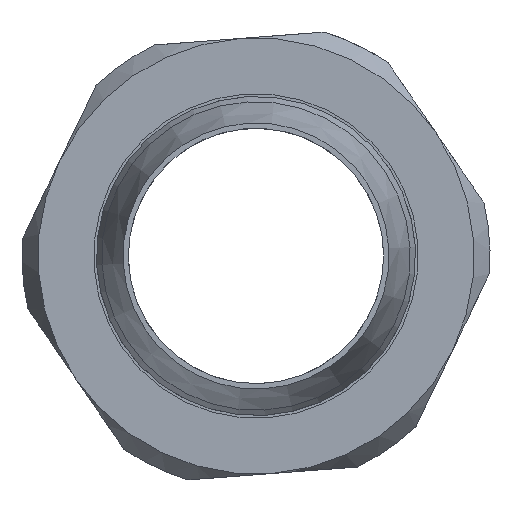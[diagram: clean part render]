
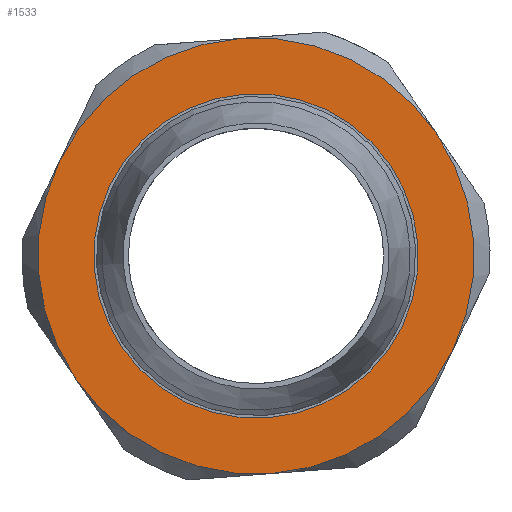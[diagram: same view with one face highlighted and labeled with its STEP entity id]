
A CAD part, left-side view. The second image highlights one B-rep face of the part: STEP entity #1533.
In plain terms, the highlighted planar face has unit normal (-1, 0, 0).
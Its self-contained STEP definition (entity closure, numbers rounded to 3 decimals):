
#50=FACE_BOUND('',#269,.T.);
#75=PLANE('',#1753);
#171=FACE_OUTER_BOUND('',#268,.T.);
#268=EDGE_LOOP('',(#1265,#1266,#1267,#1268,#1269,#1270));
#269=EDGE_LOOP('',(#1271,#1272));
#501=CIRCLE('',#1728,20.5);
#502=CIRCLE('',#1731,20.5);
#505=CIRCLE('',#1736,20.5);
#506=CIRCLE('',#1738,20.5);
#507=CIRCLE('',#1740,20.5);
#508=CIRCLE('',#1742,20.5);
#511=CIRCLE('',#1748,15.25);
#512=CIRCLE('',#1749,15.25);
#660=VERTEX_POINT('',#2629);
#661=VERTEX_POINT('',#2640);
#662=VERTEX_POINT('',#2651);
#663=VERTEX_POINT('',#2655);
#664=VERTEX_POINT('',#2671);
#667=VERTEX_POINT('',#2692);
#670=VERTEX_POINT('',#2717);
#671=VERTEX_POINT('',#2718);
#853=EDGE_CURVE('',#663,#662,#501,.T.);
#858=EDGE_CURVE('',#664,#663,#502,.T.);
#867=EDGE_CURVE('',#662,#667,#505,.T.);
#869=EDGE_CURVE('',#660,#664,#506,.T.);
#870=EDGE_CURVE('',#661,#660,#507,.T.);
#871=EDGE_CURVE('',#667,#661,#508,.T.);
#876=EDGE_CURVE('',#670,#671,#511,.T.);
#877=EDGE_CURVE('',#671,#670,#512,.T.);
#1265=ORIENTED_EDGE('',*,*,#871,.T.);
#1266=ORIENTED_EDGE('',*,*,#870,.T.);
#1267=ORIENTED_EDGE('',*,*,#869,.T.);
#1268=ORIENTED_EDGE('',*,*,#858,.T.);
#1269=ORIENTED_EDGE('',*,*,#853,.T.);
#1270=ORIENTED_EDGE('',*,*,#867,.T.);
#1271=ORIENTED_EDGE('',*,*,#876,.T.);
#1272=ORIENTED_EDGE('',*,*,#877,.T.);
#1533=ADVANCED_FACE('',(#171,#50),#75,.F.);
#1728=AXIS2_PLACEMENT_3D('',#2656,#2160,#2161);
#1731=AXIS2_PLACEMENT_3D('',#2672,#2166,#2167);
#1736=AXIS2_PLACEMENT_3D('',#2696,#2177,#2178);
#1738=AXIS2_PLACEMENT_3D('',#2701,#2181,#2182);
#1740=AXIS2_PLACEMENT_3D('',#2703,#2185,#2186);
#1742=AXIS2_PLACEMENT_3D('',#2705,#2189,#2190);
#1748=AXIS2_PLACEMENT_3D('',#2719,#2202,#2203);
#1749=AXIS2_PLACEMENT_3D('',#2720,#2204,#2205);
#1753=AXIS2_PLACEMENT_3D('',#2726,#2213,#2214);
#2160=DIRECTION('center_axis',(-1.,0.,0.));
#2161=DIRECTION('ref_axis',(0.,0.433,-0.901));
#2166=DIRECTION('center_axis',(-1.,0.,0.));
#2167=DIRECTION('ref_axis',(0.,0.433,-0.901));
#2177=DIRECTION('center_axis',(-1.,0.,0.));
#2178=DIRECTION('ref_axis',(0.,0.433,-0.901));
#2181=DIRECTION('center_axis',(-1.,0.,0.));
#2182=DIRECTION('ref_axis',(0.,0.433,-0.901));
#2185=DIRECTION('center_axis',(-1.,0.,0.));
#2186=DIRECTION('ref_axis',(0.,0.433,-0.901));
#2189=DIRECTION('center_axis',(-1.,0.,0.));
#2190=DIRECTION('ref_axis',(0.,0.433,-0.901));
#2202=DIRECTION('center_axis',(1.,0.,0.));
#2203=DIRECTION('ref_axis',(0.,0.433,-0.901));
#2204=DIRECTION('center_axis',(1.,0.,0.));
#2205=DIRECTION('ref_axis',(0.,0.433,-0.901));
#2213=DIRECTION('center_axis',(1.,0.,0.));
#2214=DIRECTION('ref_axis',(0.,-0.901,-0.433));
#2629=CARTESIAN_POINT('',(-9.5,-18.479,-8.876));
#2640=CARTESIAN_POINT('',(-9.5,-1.553,-20.441));
#2651=CARTESIAN_POINT('',(-9.5,18.479,8.876));
#2655=CARTESIAN_POINT('',(-9.5,1.553,20.441));
#2656=CARTESIAN_POINT('Origin',(-9.5,0.,
0.));
#2671=CARTESIAN_POINT('',(-9.5,-16.926,11.566));
#2672=CARTESIAN_POINT('Origin',(-9.5,0.,
0.));
#2692=CARTESIAN_POINT('',(-9.5,16.926,-11.566));
#2696=CARTESIAN_POINT('Origin',(-9.5,0.,
0.));
#2701=CARTESIAN_POINT('Origin',(-9.5,0.,
0.));
#2703=CARTESIAN_POINT('Origin',(-9.5,0.,
0.));
#2705=CARTESIAN_POINT('Origin',(-9.5,0.,
0.));
#2717=CARTESIAN_POINT('',(-9.5,6.603,-13.747));
#2718=CARTESIAN_POINT('',(-9.5,-6.603,13.747));
#2719=CARTESIAN_POINT('Origin',(-9.5,0.,
0.));
#2720=CARTESIAN_POINT('Origin',(-9.5,0.,
0.));
#2726=CARTESIAN_POINT('Origin',(-9.5,0.,
0.));
